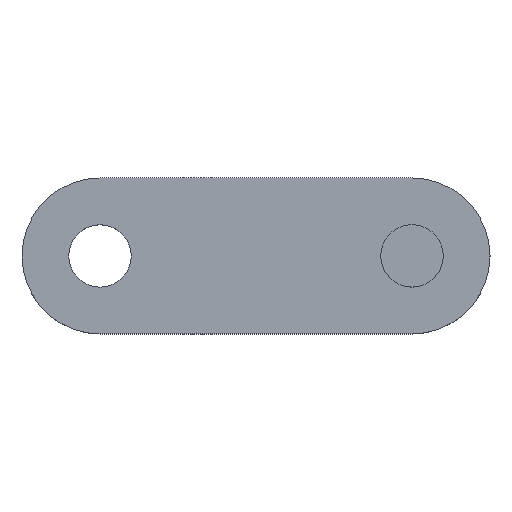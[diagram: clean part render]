
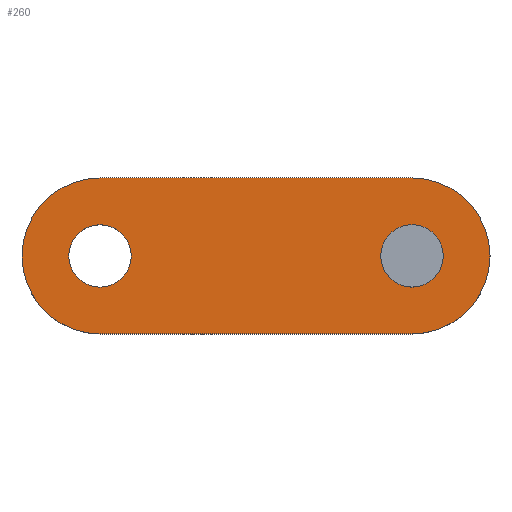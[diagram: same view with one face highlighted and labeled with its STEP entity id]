
A CAD part, top view. The second image highlights one B-rep face of the part: STEP entity #260.
In plain terms, the highlighted planar face has unit normal (0, 0, 1).
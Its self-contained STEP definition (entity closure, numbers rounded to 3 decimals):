
#9 = VERTEX_POINT ( 'NONE', #76 ) ;
#14 = DIRECTION ( 'NONE',  ( 1., 0., 0. ) ) ;
#19 = EDGE_CURVE ( 'NONE', #364, #311, #153, .T. ) ;
#23 = DIRECTION ( 'NONE',  ( 1., 0., 0. ) ) ;
#24 = CARTESIAN_POINT ( 'NONE',  ( 0., 15., 10. ) ) ;
#29 = DIRECTION ( 'NONE',  ( 1., 0., 0. ) ) ;
#30 = DIRECTION ( 'NONE',  ( -1., 0., 0. ) ) ;
#37 = FACE_BOUND ( 'NONE', #38, .T. ) ;
#38 = EDGE_LOOP ( 'NONE', ( #70, #368 ) ) ;
#40 = ORIENTED_EDGE ( 'NONE', *, *, #228, .T. ) ;
#41 = VERTEX_POINT ( 'NONE', #185 ) ;
#61 = AXIS2_PLACEMENT_3D ( 'NONE', #162, #298, #387 ) ;
#62 = CARTESIAN_POINT ( 'NONE',  ( 0., 0., 10. ) ) ;
#68 = AXIS2_PLACEMENT_3D ( 'NONE', #341, #247, #241 ) ;
#69 = LINE ( 'NONE', #235, #427 ) ;
#70 = ORIENTED_EDGE ( 'NONE', *, *, #259, .F. ) ;
#72 = VERTEX_POINT ( 'NONE', #113 ) ;
#73 = CIRCLE ( 'NONE', #175, 15. ) ;
#76 = CARTESIAN_POINT ( 'NONE',  ( 60., 15., 10. ) ) ;
#82 = EDGE_LOOP ( 'NONE', ( #163, #102, #317, #40, #141 ) ) ;
#99 = DIRECTION ( 'NONE',  ( 0., 0., 1. ) ) ;
#102 = ORIENTED_EDGE ( 'NONE', *, *, #243, .T. ) ;
#105 = DIRECTION ( 'NONE',  ( 0., 0., 1. ) ) ;
#108 = ORIENTED_EDGE ( 'NONE', *, *, #19, .F. ) ;
#109 = AXIS2_PLACEMENT_3D ( 'NONE', #204, #301, #269 ) ;
#113 = CARTESIAN_POINT ( 'NONE',  ( 60., -15., 10. ) ) ;
#115 = EDGE_CURVE ( 'NONE', #184, #72, #361, .T. ) ;
#117 = VERTEX_POINT ( 'NONE', #197 ) ;
#122 = EDGE_CURVE ( 'NONE', #311, #364, #168, .T. ) ;
#131 = DIRECTION ( 'NONE',  ( 0., 0., 1. ) ) ;
#133 = DIRECTION ( 'NONE',  ( 0., 0., 1. ) ) ;
#135 = DIRECTION ( 'NONE',  ( 1., 0., 0. ) ) ;
#137 = CIRCLE ( 'NONE', #376, 15. ) ;
#141 = ORIENTED_EDGE ( 'NONE', *, *, #409, .T. ) ;
#147 = AXIS2_PLACEMENT_3D ( 'NONE', #334, #99, #23 ) ;
#153 = CIRCLE ( 'NONE', #68, 6. ) ;
#162 = CARTESIAN_POINT ( 'NONE',  ( 60., 0., 10. ) ) ;
#163 = ORIENTED_EDGE ( 'NONE', *, *, #337, .T. ) ;
#165 = CARTESIAN_POINT ( 'NONE',  ( 0., -15., 10. ) ) ;
#167 = CARTESIAN_POINT ( 'NONE',  ( 0., -15., 10. ) ) ;
#168 = CIRCLE ( 'NONE', #61, 6. ) ;
#171 = CARTESIAN_POINT ( 'NONE',  ( 0., 0., 10. ) ) ;
#174 = DIRECTION ( 'NONE',  ( 1., 0., 0. ) ) ;
#175 = AXIS2_PLACEMENT_3D ( 'NONE', #171, #105, #394 ) ;
#178 = CIRCLE ( 'NONE', #395, 6. ) ;
#184 = VERTEX_POINT ( 'NONE', #167 ) ;
#185 = CARTESIAN_POINT ( 'NONE',  ( 6., 0., 10. ) ) ;
#197 = CARTESIAN_POINT ( 'NONE',  ( -6., 0., 10. ) ) ;
#204 = CARTESIAN_POINT ( 'NONE',  ( 60., 0., 10. ) ) ;
#210 = CIRCLE ( 'NONE', #109, 15. ) ;
#218 = FACE_BOUND ( 'NONE', #322, .T. ) ;
#223 = VERTEX_POINT ( 'NONE', #24 ) ;
#228 = EDGE_CURVE ( 'NONE', #72, #9, #210, .T. ) ;
#229 = CARTESIAN_POINT ( 'NONE',  ( 0., 0., 10. ) ) ;
#235 = CARTESIAN_POINT ( 'NONE',  ( 0., 15., 10. ) ) ;
#241 = DIRECTION ( 'NONE',  ( 1., 0., 0. ) ) ;
#243 = EDGE_CURVE ( 'NONE', #347, #184, #137, .T. ) ;
#247 = DIRECTION ( 'NONE',  ( 0., 0., 1. ) ) ;
#259 = EDGE_CURVE ( 'NONE', #117, #41, #178, .T. ) ;
#260 = ADVANCED_FACE ( 'NONE', ( #218, #373, #37 ), #429, .T. ) ;
#269 = DIRECTION ( 'NONE',  ( 1., 0., 0. ) ) ;
#292 = VECTOR ( 'NONE', #14, 1000. ) ;
#298 = DIRECTION ( 'NONE',  ( 0., 0., 1. ) ) ;
#301 = DIRECTION ( 'NONE',  ( 0., 0., 1. ) ) ;
#311 = VERTEX_POINT ( 'NONE', #393 ) ;
#317 = ORIENTED_EDGE ( 'NONE', *, *, #115, .T. ) ;
#322 = EDGE_LOOP ( 'NONE', ( #400, #108 ) ) ;
#325 = EDGE_CURVE ( 'NONE', #41, #117, #411, .T. ) ;
#331 = DIRECTION ( 'NONE',  ( 0., 0., 1. ) ) ;
#334 = CARTESIAN_POINT ( 'NONE',  ( 0., 0., 10. ) ) ;
#337 = EDGE_CURVE ( 'NONE', #223, #347, #73, .T. ) ;
#341 = CARTESIAN_POINT ( 'NONE',  ( 60., 0., 10. ) ) ;
#344 = AXIS2_PLACEMENT_3D ( 'NONE', #62, #331, #29 ) ;
#347 = VERTEX_POINT ( 'NONE', #426 ) ;
#361 = LINE ( 'NONE', #165, #292 ) ;
#364 = VERTEX_POINT ( 'NONE', #398 ) ;
#368 = ORIENTED_EDGE ( 'NONE', *, *, #325, .F. ) ;
#373 = FACE_OUTER_BOUND ( 'NONE', #82, .T. ) ;
#376 = AXIS2_PLACEMENT_3D ( 'NONE', #391, #133, #174 ) ;
#387 = DIRECTION ( 'NONE',  ( 1., 0., 0. ) ) ;
#391 = CARTESIAN_POINT ( 'NONE',  ( 0., 0., 10. ) ) ;
#393 = CARTESIAN_POINT ( 'NONE',  ( 54., 0., 10. ) ) ;
#394 = DIRECTION ( 'NONE',  ( 1., 0., 0. ) ) ;
#395 = AXIS2_PLACEMENT_3D ( 'NONE', #229, #131, #135 ) ;
#398 = CARTESIAN_POINT ( 'NONE',  ( 66., 0., 10. ) ) ;
#400 = ORIENTED_EDGE ( 'NONE', *, *, #122, .F. ) ;
#409 = EDGE_CURVE ( 'NONE', #9, #223, #69, .T. ) ;
#411 = CIRCLE ( 'NONE', #344, 6. ) ;
#426 = CARTESIAN_POINT ( 'NONE',  ( -15., 0., 10. ) ) ;
#427 = VECTOR ( 'NONE', #30, 1000. ) ;
#429 = PLANE ( 'NONE',  #147 ) ;
